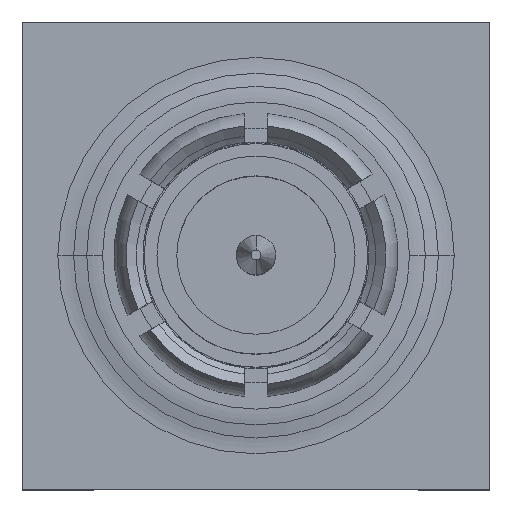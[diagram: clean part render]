
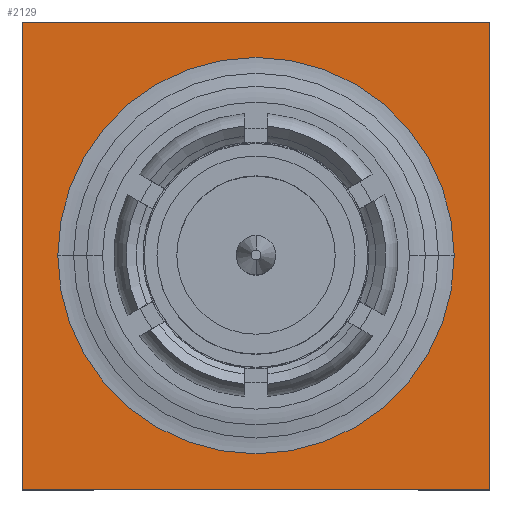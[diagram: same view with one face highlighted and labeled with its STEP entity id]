
A CAD part, top view. The second image highlights one B-rep face of the part: STEP entity #2129.
In plain terms, the highlighted planar face has unit normal (0, 0, 1).
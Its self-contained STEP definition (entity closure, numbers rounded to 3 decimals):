
#198=DIRECTION('',(0.,-1.,0.));
#199=VECTOR('',#198,5.994);
#200=CARTESIAN_POINT('',(2.997,2.997,-4.4));
#201=LINE('',#200,#199);
#202=DIRECTION('',(-1.,0.,0.));
#203=VECTOR('',#202,5.994);
#204=CARTESIAN_POINT('',(2.997,-2.997,-4.4));
#205=LINE('',#204,#203);
#206=DIRECTION('',(0.,1.,0.));
#207=VECTOR('',#206,5.994);
#208=CARTESIAN_POINT('',(-2.997,-2.997,-4.4));
#209=LINE('',#208,#207);
#210=DIRECTION('',(1.,0.,0.));
#211=VECTOR('',#210,5.994);
#212=CARTESIAN_POINT('',(-2.997,2.997,-4.4));
#213=LINE('',#212,#211);
#214=CARTESIAN_POINT('',(0.,0.,-4.4));
#215=DIRECTION('',(0.,0.,1.));
#216=DIRECTION('',(-1.,0.,0.));
#217=AXIS2_PLACEMENT_3D('',#214,#215,#216);
#219=CARTESIAN_POINT('',(0.,0.,-4.4));
#220=DIRECTION('',(0.,0.,1.));
#221=DIRECTION('',(1.,0.,0.));
#222=AXIS2_PLACEMENT_3D('',#219,#220,#221);
#1872=CARTESIAN_POINT('',(2.997,2.997,-4.4));
#1873=CARTESIAN_POINT('',(2.997,-2.997,-4.4));
#1874=VERTEX_POINT('',#1872);
#1875=VERTEX_POINT('',#1873);
#1876=CARTESIAN_POINT('',(-2.997,-2.997,-4.4));
#1877=VERTEX_POINT('',#1876);
#1878=CARTESIAN_POINT('',(-2.997,2.997,-4.4));
#1879=VERTEX_POINT('',#1878);
#1888=CARTESIAN_POINT('',(-2.542,0.,-4.4));
#1889=CARTESIAN_POINT('',(2.542,0.,-4.4));
#1890=VERTEX_POINT('',#1888);
#1891=VERTEX_POINT('',#1889);
#2108=CARTESIAN_POINT('',(0.,0.,-4.4));
#2109=DIRECTION('',(0.,0.,-1.));
#2110=DIRECTION('',(-1.,0.,0.));
#2111=AXIS2_PLACEMENT_3D('',#2108,#2109,#2110);
#2112=PLANE('',#2111);
#2114=ORIENTED_EDGE('',*,*,#2113,.T.);
#2116=ORIENTED_EDGE('',*,*,#2115,.T.);
#2118=ORIENTED_EDGE('',*,*,#2117,.T.);
#2120=ORIENTED_EDGE('',*,*,#2119,.T.);
#2121=EDGE_LOOP('',(#2114,#2116,#2118,#2120));
#2122=FACE_OUTER_BOUND('',#2121,.F.);
#2124=ORIENTED_EDGE('',*,*,#2123,.T.);
#2126=ORIENTED_EDGE('',*,*,#2125,.T.);
#2127=EDGE_LOOP('',(#2124,#2126));
#2128=FACE_BOUND('',#2127,.F.);
#218=CIRCLE('',#217,2.542);
#223=CIRCLE('',#222,2.542);
#2113=EDGE_CURVE('',#1874,#1875,#201,.T.);
#2115=EDGE_CURVE('',#1875,#1877,#205,.T.);
#2117=EDGE_CURVE('',#1877,#1879,#209,.T.);
#2119=EDGE_CURVE('',#1879,#1874,#213,.T.);
#2123=EDGE_CURVE('',#1890,#1891,#218,.T.);
#2125=EDGE_CURVE('',#1891,#1890,#223,.T.);
#2129=ADVANCED_FACE('',(#2122,#2128),#2112,.F.);
